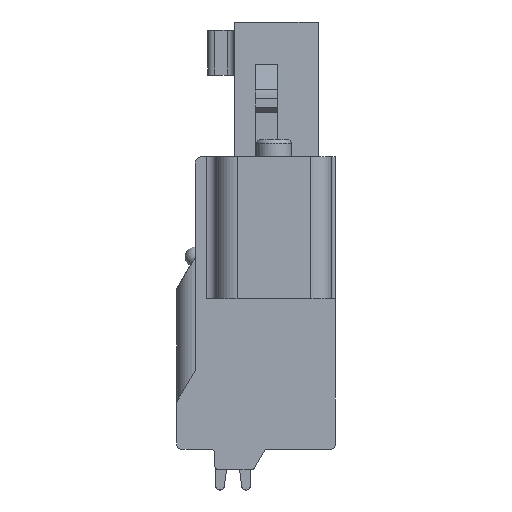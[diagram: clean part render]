
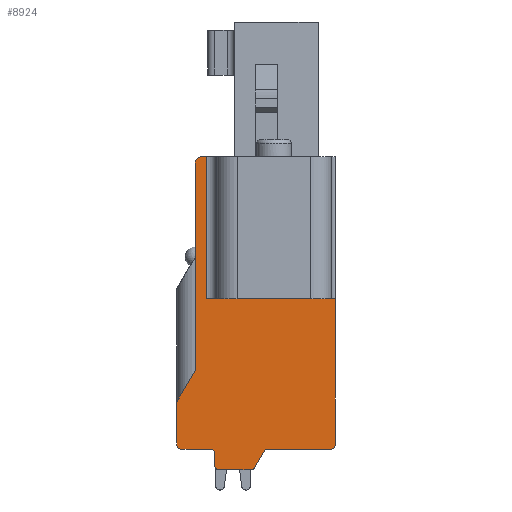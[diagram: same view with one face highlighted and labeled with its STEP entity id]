
A CAD part, front view. The second image highlights one B-rep face of the part: STEP entity #8924.
In plain terms, the highlighted planar face has unit normal (0, -1, 0).
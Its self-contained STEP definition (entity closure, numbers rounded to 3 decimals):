
#94=DIRECTION('',(-1.,0.,0.));
#95=VECTOR('',#94,0.25);
#96=CARTESIAN_POINT('',(-6.3,-11.43,0.));
#97=LINE('',#96,#95);
#997=DIRECTION('',(0.,0.,-1.));
#998=VECTOR('',#997,10.141);
#999=CARTESIAN_POINT('',(-6.85,-11.43,
-0.3));
#1000=LINE('',#999,#998);
#1107=DIRECTION('',(0.,0.,-1.));
#1108=VECTOR('',#1107,2.1);
#1109=CARTESIAN_POINT('',(-7.75,-11.43,-12.));
#1110=LINE('',#1109,#1108);
#1123=DIRECTION('',(1.,0.,0.));
#1124=VECTOR('',#1123,1.45);
#1125=CARTESIAN_POINT('',(-7.55,-11.43,-14.3));
#1126=LINE('',#1125,#1124);
#1131=DIRECTION('',(1.,0.,0.));
#1132=VECTOR('',#1131,3.107);
#1133=CARTESIAN_POINT('',(-3.307,-11.43,-14.3));
#1134=LINE('',#1133,#1132);
#1265=DIRECTION('',(0.,0.,1.));
#1266=VECTOR('',#1265,7.15);
#1267=CARTESIAN_POINT('',(0.,-11.43,-14.1));
#1268=LINE('',#1267,#1266);
#1746=DIRECTION('',(1.,0.,0.));
#1747=VECTOR('',#1746,6.3);
#1748=CARTESIAN_POINT('',(-6.3,-11.43,-6.95));
#1749=LINE('',#1748,#1747);
#1750=CARTESIAN_POINT('',(-0.2,-11.43,-14.1));
#1751=DIRECTION('',(0.,1.,0.));
#1752=DIRECTION('',(1.,0.,0.));
#1753=AXIS2_PLACEMENT_3D('',#1750,#1751,#1752);
#1755=CARTESIAN_POINT('',(-3.307,-11.43,-14.5));
#1756=DIRECTION('',(0.,-1.,0.));
#1757=DIRECTION('',(0.,0.,1.));
#1758=AXIS2_PLACEMENT_3D('',#1755,#1756,#1757);
#1760=DIRECTION('',(-0.5,0.,-0.866));
#1761=VECTOR('',#1760,0.924);
#1762=CARTESIAN_POINT('',(-3.48,-11.43,
-14.4));
#1763=LINE('',#1762,#1761);
#1764=CARTESIAN_POINT('',(-4.115,-11.43,-15.1));
#1765=DIRECTION('',(0.,1.,0.));
#1766=DIRECTION('',(0.866,0.,-0.5));
#1767=AXIS2_PLACEMENT_3D('',#1764,#1765,#1766);
#1769=CARTESIAN_POINT('',(-5.7,-11.43,-15.1));
#1770=DIRECTION('',(0.,1.,0.));
#1771=DIRECTION('',(0.,0.,-1.));
#1772=AXIS2_PLACEMENT_3D('',#1769,#1770,#1771);
#1774=CARTESIAN_POINT('',(-6.1,-11.43,-14.5));
#1775=DIRECTION('',(0.,-1.,0.));
#1776=DIRECTION('',(1.,0.,0.));
#1777=AXIS2_PLACEMENT_3D('',#1774,#1775,#1776);
#1779=CARTESIAN_POINT('',(-7.55,-11.43,-14.1));
#1780=DIRECTION('',(0.,1.,0.));
#1781=DIRECTION('',(0.,0.,-1.));
#1782=AXIS2_PLACEMENT_3D('',#1779,#1780,#1781);
#1784=DIRECTION('',(0.5,0.,0.866));
#1785=VECTOR('',#1784,1.8);
#1786=CARTESIAN_POINT('',(-7.75,-11.43,-12.));
#1787=LINE('',#1786,#1785);
#1788=CARTESIAN_POINT('',(-6.55,-11.43,-0.3));
#1789=DIRECTION('',(0.,1.,0.));
#1790=DIRECTION('',(-1.,0.,0.));
#1791=AXIS2_PLACEMENT_3D('',#1788,#1789,#1790);
#1797=DIRECTION('',(0.,0.,1.));
#1798=VECTOR('',#1797,6.95);
#1799=CARTESIAN_POINT('',(-6.3,-11.43,-6.95));
#1800=LINE('',#1799,#1798);
#2083=DIRECTION('',(0.,0.,-1.));
#2084=VECTOR('',#2083,0.6);
#2085=CARTESIAN_POINT('',(-5.9,-11.43,-14.5));
#2086=LINE('',#2085,#2084);
#2095=DIRECTION('',(1.,0.,0.));
#2096=VECTOR('',#2095,1.585);
#2097=CARTESIAN_POINT('',(-5.7,-11.43,-15.3));
#2098=LINE('',#2097,#2096);
#5245=CARTESIAN_POINT('',(-6.3,-11.43,0.));
#5246=VERTEX_POINT('',#5245);
#5247=CARTESIAN_POINT('',(-6.55,-11.43,0.));
#5248=VERTEX_POINT('',#5247);
#5333=CARTESIAN_POINT('',(0.,-11.43,-14.1));
#5334=CARTESIAN_POINT('',(0.,-11.43,-6.95));
#5335=VERTEX_POINT('',#5333);
#5336=VERTEX_POINT('',#5334);
#5337=CARTESIAN_POINT('',(-0.2,-11.43,-14.3));
#5338=VERTEX_POINT('',#5337);
#5339=CARTESIAN_POINT('',(-7.55,-11.43,-14.3));
#5340=CARTESIAN_POINT('',(-6.1,-11.43,-14.3));
#5341=VERTEX_POINT('',#5339);
#5342=VERTEX_POINT('',#5340);
#5347=CARTESIAN_POINT('',(-3.307,-11.43,-14.3));
#5348=VERTEX_POINT('',#5347);
#5809=CARTESIAN_POINT('',(-7.75,-11.43,-14.1));
#5810=VERTEX_POINT('',#5809);
#5821=CARTESIAN_POINT('',(-7.75,-11.43,-12.));
#5822=VERTEX_POINT('',#5821);
#5853=CARTESIAN_POINT('',(-6.85,-11.43,
-0.3));
#5854=VERTEX_POINT('',#5853);
#5855=CARTESIAN_POINT('',(-6.85,-11.43,
-10.441));
#5856=VERTEX_POINT('',#5855);
#6137=CARTESIAN_POINT('',(-6.3,-11.43,-6.95));
#6138=VERTEX_POINT('',#6137);
#6139=CARTESIAN_POINT('',(-3.48,-11.43,
-14.4));
#6140=VERTEX_POINT('',#6139);
#6141=CARTESIAN_POINT('',(-3.942,-11.43,
-15.2));
#6142=VERTEX_POINT('',#6141);
#6143=CARTESIAN_POINT('',(-4.115,-11.43,-15.3));
#6144=VERTEX_POINT('',#6143);
#6145=CARTESIAN_POINT('',(-5.7,-11.43,-15.3));
#6146=VERTEX_POINT('',#6145);
#6147=CARTESIAN_POINT('',(-5.9,-11.43,-15.1));
#6148=VERTEX_POINT('',#6147);
#6149=CARTESIAN_POINT('',(-5.9,-11.43,-14.5));
#6150=VERTEX_POINT('',#6149);
#8887=CARTESIAN_POINT('',(0.,-11.43,0.));
#8888=DIRECTION('',(0.,1.,0.));
#8889=DIRECTION('',(1.,0.,0.));
#8890=AXIS2_PLACEMENT_3D('',#8887,#8888,#8889);
#8891=PLANE('',#8890);
#8893=ORIENTED_EDGE('',*,*,#8892,.F.);
#8895=ORIENTED_EDGE('',*,*,#8894,.T.);
#8896=ORIENTED_EDGE('',*,*,#8291,.F.);
#8897=ORIENTED_EDGE('',*,*,#8275,.T.);
#8898=ORIENTED_EDGE('',*,*,#8140,.F.);
#8900=ORIENTED_EDGE('',*,*,#8899,.T.);
#8902=ORIENTED_EDGE('',*,*,#8901,.T.);
#8904=ORIENTED_EDGE('',*,*,#8903,.T.);
#8906=ORIENTED_EDGE('',*,*,#8905,.F.);
#8908=ORIENTED_EDGE('',*,*,#8907,.T.);
#8910=ORIENTED_EDGE('',*,*,#8909,.F.);
#8912=ORIENTED_EDGE('',*,*,#8911,.T.);
#8913=ORIENTED_EDGE('',*,*,#8132,.F.);
#8914=ORIENTED_EDGE('',*,*,#8109,.T.);
#8915=ORIENTED_EDGE('',*,*,#8094,.F.);
#8917=ORIENTED_EDGE('',*,*,#8916,.T.);
#8918=ORIENTED_EDGE('',*,*,#7968,.F.);
#8920=ORIENTED_EDGE('',*,*,#8919,.T.);
#8921=ORIENTED_EDGE('',*,*,#6793,.F.);
#8922=EDGE_LOOP('',(#8893,#8895,#8896,#8897,#8898,#8900,#8902,#8904,#8906,#8908,
#8910,#8912,#8913,#8914,#8915,#8917,#8918,#8920,#8921));
#8923=FACE_OUTER_BOUND('',#8922,.F.);
#1754=CIRCLE('',#1753,0.2);
#1759=CIRCLE('',#1758,0.2);
#1768=CIRCLE('',#1767,0.2);
#1773=CIRCLE('',#1772,0.2);
#1778=CIRCLE('',#1777,0.2);
#1783=CIRCLE('',#1782,0.2);
#1792=CIRCLE('',#1791,0.3);
#6793=EDGE_CURVE('',#5246,#5248,#97,.T.);
#7968=EDGE_CURVE('',#5854,#5856,#1000,.T.);
#8094=EDGE_CURVE('',#5822,#5810,#1110,.T.);
#8109=EDGE_CURVE('',#5341,#5810,#1783,.T.);
#8132=EDGE_CURVE('',#5341,#5342,#1126,.T.);
#8140=EDGE_CURVE('',#5348,#5338,#1134,.T.);
#8275=EDGE_CURVE('',#5335,#5338,#1754,.T.);
#8291=EDGE_CURVE('',#5335,#5336,#1268,.T.);
#8892=EDGE_CURVE('',#6138,#5246,#1800,.T.);
#8894=EDGE_CURVE('',#6138,#5336,#1749,.T.);
#8899=EDGE_CURVE('',#5348,#6140,#1759,.T.);
#8901=EDGE_CURVE('',#6140,#6142,#1763,.T.);
#8903=EDGE_CURVE('',#6142,#6144,#1768,.T.);
#8905=EDGE_CURVE('',#6146,#6144,#2098,.T.);
#8907=EDGE_CURVE('',#6146,#6148,#1773,.T.);
#8909=EDGE_CURVE('',#6150,#6148,#2086,.T.);
#8911=EDGE_CURVE('',#6150,#5342,#1778,.T.);
#8916=EDGE_CURVE('',#5822,#5856,#1787,.T.);
#8919=EDGE_CURVE('',#5854,#5248,#1792,.T.);
#8924=ADVANCED_FACE('',(#8923),#8891,.F.);
